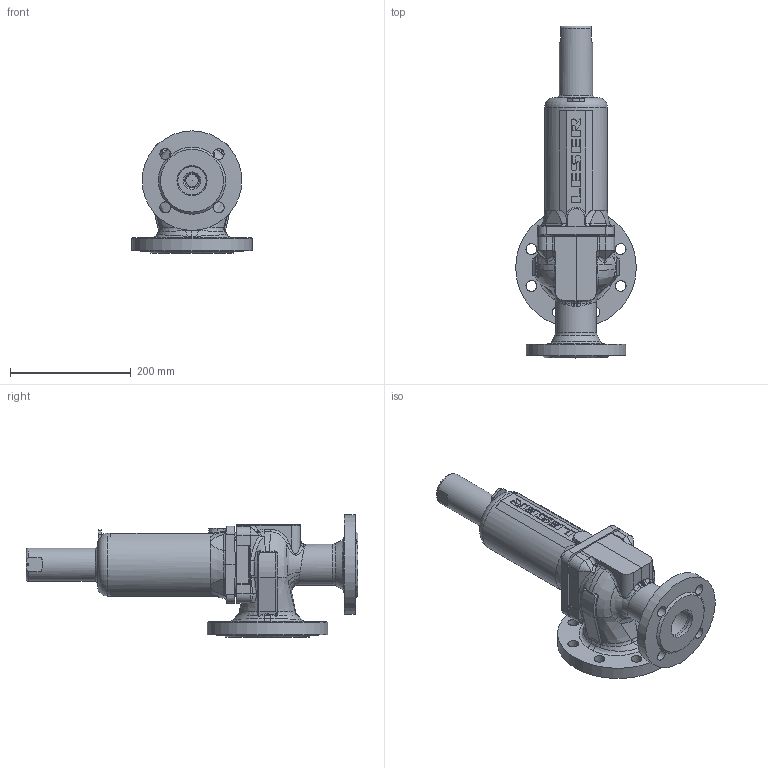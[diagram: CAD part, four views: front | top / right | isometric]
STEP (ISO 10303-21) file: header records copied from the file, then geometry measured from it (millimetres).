
FILE_DESCRIPTION(/* description */ (''),/* implementation_level */ '2;1');
FILE_NAME(/* name */ 'AT4580_106820.step',/* time_stamp */ '2025-08-07T14:59:40+02:00',/* author */ (''),/* organization */ (''),/* preprocessor_version */ 'ST-DEVELOPER v20.1',/* originating_system */ 'Autodesk Translation Framework v14.10.0.0',/* authorisation */ '');
FILE_SCHEMA (('AUTOMOTIVE_DESIGN { 1 0 10303 214 3 1 1 }'));
Products named in the file (5): 10001918563_G3D_000_ASM; 10000493066_G3D_000; 10000469430_G3D_000; 10000450106_G3D_000; 10001106637_G3D_000_ASM
Assembly tree (4 placements, depth 2):
  10001918563_G3D_000_ASM
    10000493066_G3D_000
    10000469430_G3D_000
    10000450106_G3D_000
    10001106637_G3D_000_ASM
Bounding box: 200 x 550 x 202.5 mm (x, y, z)
Volume: 2617289.5 mm3; surface area: 488297.3 mm2
Topology: 3 solids, 4 shells, 577 faces, 1488 edges, 929 vertices
Faces by surface type: plane 208, bspline 208, cylinder 94, cone 47, torus 14, sphere 6
Full cylindrical faces by diameter (mm): 3.15 x2, 16.3 x4, 18 x12, 24.117 x1, 38 x1, 40.4 x1, 42 x2, 42.5 x1, 47 x1, 50 x1, 52 x1, 54 x1, 55 x1, 68 x1, 80 x1, 83 x1, 86 x1, 90 x1, 92 x1, 102 x2, 104 x1, 165 x1, 200 x1
Entity records: 43277 total; most frequent: CARTESIAN_POINT 30536, ORIENTED_EDGE 2965, DIRECTION 2156, EDGE_CURVE 1484, VERTEX_POINT 929, AXIS2_PLACEMENT_3D 799, EDGE_LOOP 633, FACE_OUTER_BOUND 577
